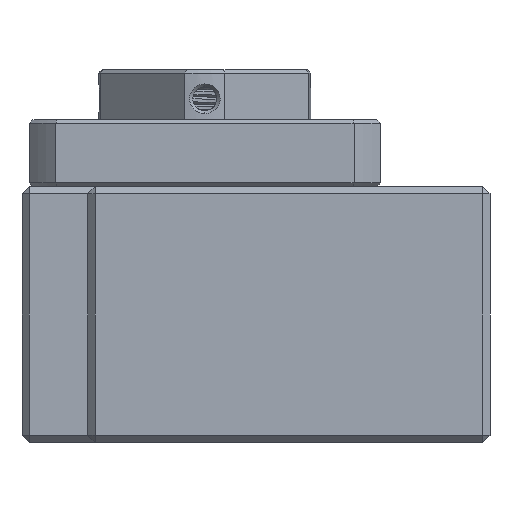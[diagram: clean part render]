
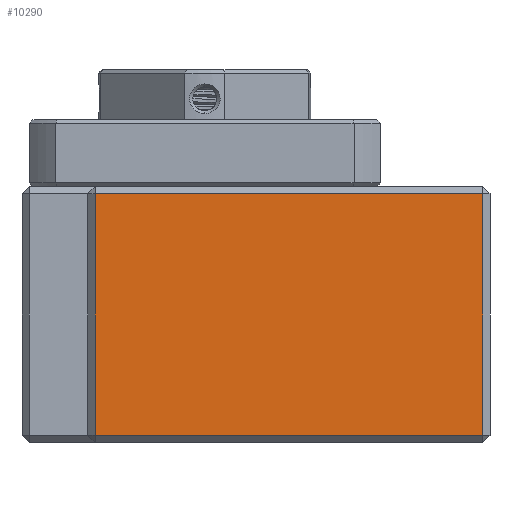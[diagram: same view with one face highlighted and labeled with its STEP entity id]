
A CAD part, left-side view. The second image highlights one B-rep face of the part: STEP entity #10290.
In plain terms, the highlighted planar face has unit normal (-1, 0, 0).
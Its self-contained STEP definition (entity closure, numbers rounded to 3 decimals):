
#10219 = EDGE_CURVE ( 'NONE', #10242, #10236, #14332, .T. ) ;
#10236 = VERTEX_POINT ( 'NONE', #14364 ) ;
#10242 = VERTEX_POINT ( 'NONE', #14353 ) ;
#10268 = VERTEX_POINT ( 'NONE', #14435 ) ;
#10269 = ORIENTED_EDGE ( 'NONE', *, *, #10270, .F. ) ;
#10270 = EDGE_CURVE ( 'NONE', #10236, #10294, #14434, .T. ) ;
#10271 = ORIENTED_EDGE ( 'NONE', *, *, #10219, .F. ) ;
#10272 = ORIENTED_EDGE ( 'NONE', *, *, #10273, .T. ) ;
#10273 = EDGE_CURVE ( 'NONE', #10242, #10268, #14430, .T. ) ;
#10290 = ADVANCED_FACE ( 'NONE', ( #14465 ), #14464, .F. ) ;
#10291 = EDGE_LOOP ( 'NONE', ( #10292, #10269, #10271, #10272 ) ) ;
#10292 = ORIENTED_EDGE ( 'NONE', *, *, #10293, .F. ) ;
#10293 = EDGE_CURVE ( 'NONE', #10294, #10268, #14462, .T. ) ;
#10294 = VERTEX_POINT ( 'NONE', #14455 ) ;
#14329 = DIRECTION ( 'NONE',  ( 0., 0., 1. ) ) ;
#14330 = VECTOR ( 'NONE', #14329, 1000. ) ;
#14331 = CARTESIAN_POINT ( 'NONE',  ( -43., 54., 17.5 ) ) ;
#14332 = LINE ( 'NONE', #14331, #14330 ) ;
#14353 = CARTESIAN_POINT ( 'NONE',  ( -43., 54., -16.5 ) ) ;
#14364 = CARTESIAN_POINT ( 'NONE',  ( -43., 54., 16.5 ) ) ;
#14427 = DIRECTION ( 'NONE',  ( 0., -1., 0. ) ) ;
#14428 = VECTOR ( 'NONE', #14427, 1000. ) ;
#14429 = CARTESIAN_POINT ( 'NONE',  ( -43., 55., -16.5 ) ) ;
#14430 = LINE ( 'NONE', #14429, #14428 ) ;
#14431 = DIRECTION ( 'NONE',  ( 0., -1., 0. ) ) ;
#14432 = VECTOR ( 'NONE', #14431, 1000. ) ;
#14433 = CARTESIAN_POINT ( 'NONE',  ( -43., 55., 16.5 ) ) ;
#14434 = LINE ( 'NONE', #14433, #14432 ) ;
#14435 = CARTESIAN_POINT ( 'NONE',  ( -43., 1., -16.5 ) ) ;
#14455 = CARTESIAN_POINT ( 'NONE',  ( -43., 1., 16.5 ) ) ;
#14456 = DIRECTION ( 'NONE',  ( 0., 0., -1. ) ) ;
#14457 = VECTOR ( 'NONE', #14456, 1000. ) ;
#14458 = CARTESIAN_POINT ( 'NONE',  ( -43., 1., 17.5 ) ) ;
#14459 = DIRECTION ( 'NONE',  ( 0., 1., 0. ) ) ;
#14460 = DIRECTION ( 'NONE',  ( 1., 0., 0. ) ) ;
#14461 = AXIS2_PLACEMENT_3D ( 'NONE', #14463, #14460, #14459 ) ;
#14462 = LINE ( 'NONE', #14458, #14457 ) ;
#14463 = CARTESIAN_POINT ( 'NONE',  ( -43., 55., 17.5 ) ) ;
#14464 = PLANE ( 'NONE',  #14461 ) ;
#14465 = FACE_OUTER_BOUND ( 'NONE', #10291, .T. ) ;
